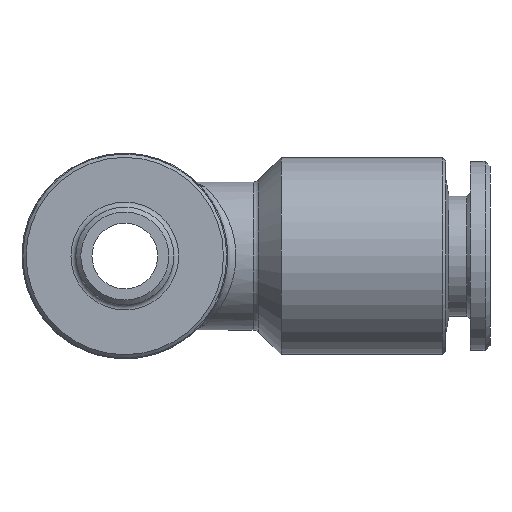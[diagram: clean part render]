
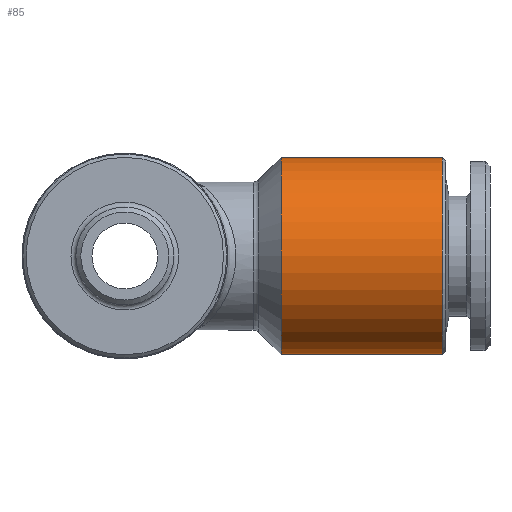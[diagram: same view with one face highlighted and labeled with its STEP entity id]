
A CAD part, front view. The second image highlights one B-rep face of the part: STEP entity #85.
In plain terms, the highlighted cylindrical face has radius 6 mm (diameter 12 mm), a full revolution.
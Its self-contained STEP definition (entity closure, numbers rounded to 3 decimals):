
#85 = ADVANCED_FACE( 'NONE', ( #162, #163 ), #164, .T. );
#162 = FACE_OUTER_BOUND( '', #1019, .T. );
#163 = FACE_OUTER_BOUND( '', #1020, .T. );
#164 = CYLINDRICAL_SURFACE( '', #1021, 6. );
#1019 = EDGE_LOOP( '', ( #1298 ) );
#1020 = EDGE_LOOP( '', ( #1299 ) );
#1021 = AXIS2_PLACEMENT_3D( '', #1300, #1301, #1302 );
#1298 = ORIENTED_EDGE( '', *, *, #1601, .F. );
#1299 = ORIENTED_EDGE( '', *, *, #1602, .T. );
#1300 = CARTESIAN_POINT( '', ( 0., 0., 0. ) );
#1301 = DIRECTION( '', ( 1., 0., 0. ) );
#1302 = DIRECTION( '', ( 0., -1., 0. ) );
#1601 = EDGE_CURVE( 'NONE', #1700, #1700, #1701, .T. );
#1602 = EDGE_CURVE( 'NONE', #1702, #1702, #1703, .T. );
#1700 = VERTEX_POINT( '', #2047 );
#1701 = CIRCLE( '', #2048, 6. );
#1702 = VERTEX_POINT( '', #2049 );
#1703 = CIRCLE( '', #2050, 6. );
#2047 = CARTESIAN_POINT( '', ( 9.5, 0., -6. ) );
#2048 = AXIS2_PLACEMENT_3D( '', #2262, #2263, #2264 );
#2049 = CARTESIAN_POINT( '', ( 19.3, -6., 0. ) );
#2050 = AXIS2_PLACEMENT_3D( '', #2265, #2266, #2267 );
#2262 = CARTESIAN_POINT( '', ( 9.5, 0., 0. ) );
#2263 = DIRECTION( '', ( -1., 0., 0. ) );
#2264 = DIRECTION( '', ( 0., 0., -1. ) );
#2265 = CARTESIAN_POINT( '', ( 19.3, 0., 0. ) );
#2266 = DIRECTION( '', ( -1., 0., 0. ) );
#2267 = DIRECTION( '', ( 0., -1., 0. ) );
